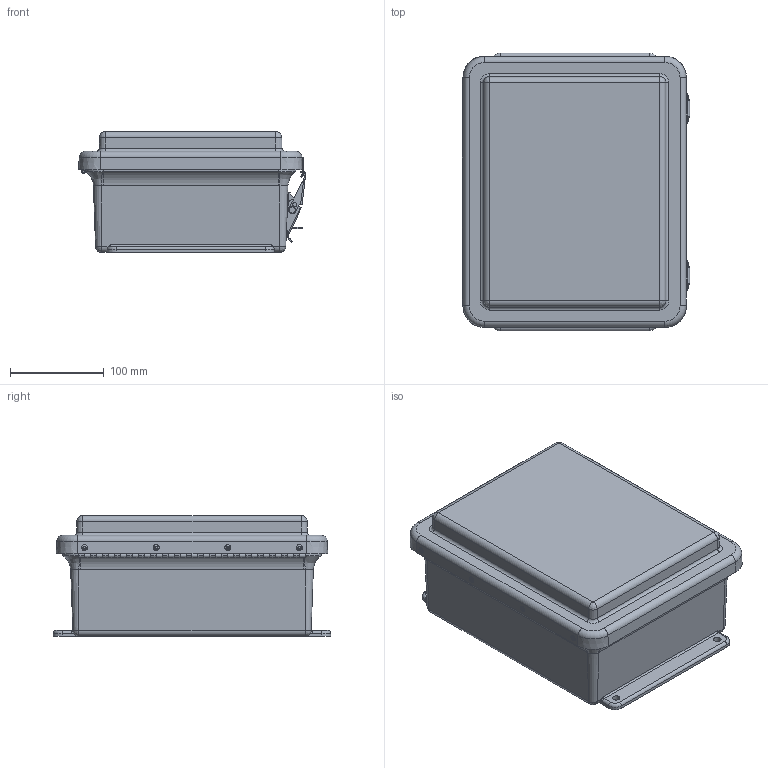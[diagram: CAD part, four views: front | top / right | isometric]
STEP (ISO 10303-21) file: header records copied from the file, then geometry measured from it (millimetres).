
FILE_DESCRIPTION(/* description */ (''),/* implementation_level */ '2;1');
FILE_NAME(/* name */ 'HW-J100805CHQR.stp',/* time_stamp */ '2014-03-14T08:45:11-05:00',/* author */ ('pmescher'),/* organization */ (''),/* preprocessor_version */ 'ST-DEVELOPER v15.2',/* originating_system */ 'Autodesk Inventor 2014',/* authorisation */ '');
FILE_SCHEMA (('AUTOMOTIVE_DESIGN { 1 0 10303 214 3 1 1 }'));
Length unit declared in the file: inch
Products named in the file (24): J1008HL_3; RMINS45821P_37; RMINS45821P_38; RMINS45821P_39; RMINS45821P_40; J1008BHL; RMHINGCOV9.5; RMHINGPIN9.5; RMHINGBOX9.5; RMHING9.5(RJ&A); J1008HALCVR; GASKET_1008; WP1008HLU; RMRIV43; RMRIV44; RMKEEPSSL; Anchor Plate; Locking Layer; Hook blade; Hinge Pin_Lower; Hinge Pin_Upper; RMLATPLSSL; J1008HAPL_STP
Bounding box: 242.16 x 295.27 x 128.6 mm (x, y, z)
Volume: 1028572.6 mm3; surface area: 570464.1 mm2
Topology: 38 solids, 38 shells, 989 faces, 2485 edges, 1609 vertices
Faces by surface type: cylinder 409, plane 409, torus 76, bspline 48, cone 47
Full cylindrical faces by diameter (mm): 2.159 x39, 2.64 x8, 3.048 x2, 3.175 x16, 3.302 x4, 3.327 x8, 3.429 x18, 3.556 x20, 3.861 x5, 3.962 x7, 4.306 x4, 5.537 x4, 6.35 x8, 6.858 x4, 7.62 x4, 9.525 x2
Entity records: 23893 total; most frequent: CARTESIAN_POINT 5533, DIRECTION 3933, ORIENTED_EDGE 3436, EDGE_CURVE 1718, AXIS2_PLACEMENT_3D 1515, VERTEX_POINT 1167, EDGE_LOOP 1033, LINE 903
